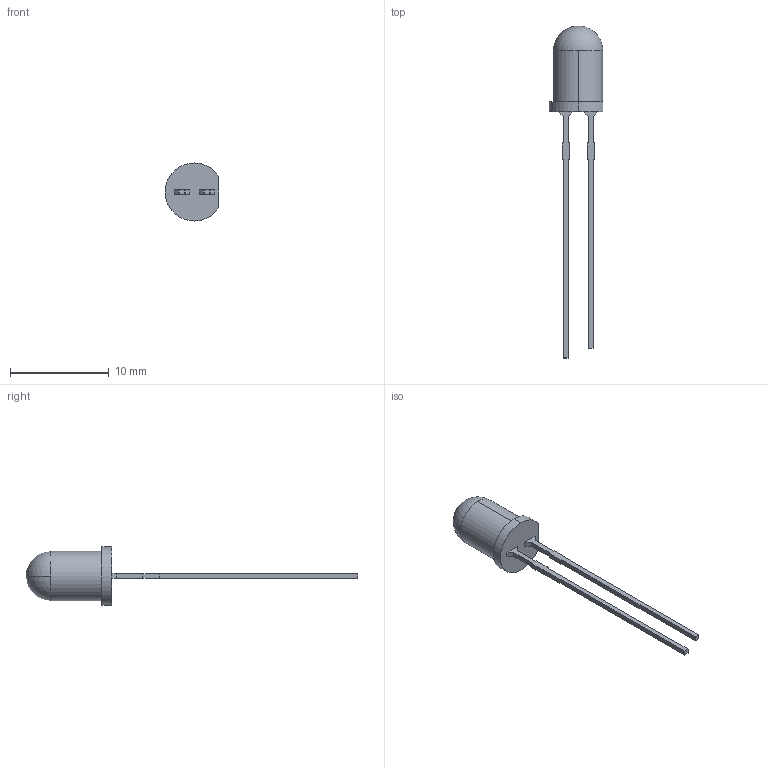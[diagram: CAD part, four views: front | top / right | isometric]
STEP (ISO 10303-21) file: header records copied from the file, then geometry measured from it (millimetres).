
FILE_DESCRIPTION (( 'STEP AP214' ), '1' );
FILE_NAME ('LTH5MM12VFR4XXX.STEP', '2017-01-13T17:59:34', ( 'user' ), ( 'Microsoft' ), 'SwSTEP 2.0', 'SolidWorks 2016', '' );
FILE_SCHEMA (( 'AUTOMOTIVE_DESIGN' ));
Length unit declared in the file: millimetre
Products named in the file (1): LTH5MM12VFR4XXX
Bounding box: 5.45 x 33.7 x 5.9 mm (x, y, z)
Volume: 174 mm3; surface area: 272.6 mm2
Topology: 1 solids, 1 shells, 40 faces, 110 edges, 72 vertices
Faces by surface type: plane 33, cylinder 5, sphere 2
Entity records: 1380 total; most frequent: CARTESIAN_POINT 221, ORIENTED_EDGE 216, DIRECTION 205, EDGE_CURVE 108, LINE 93, VECTOR 93, VERTEX_POINT 72, AXIS2_PLACEMENT_3D 56
